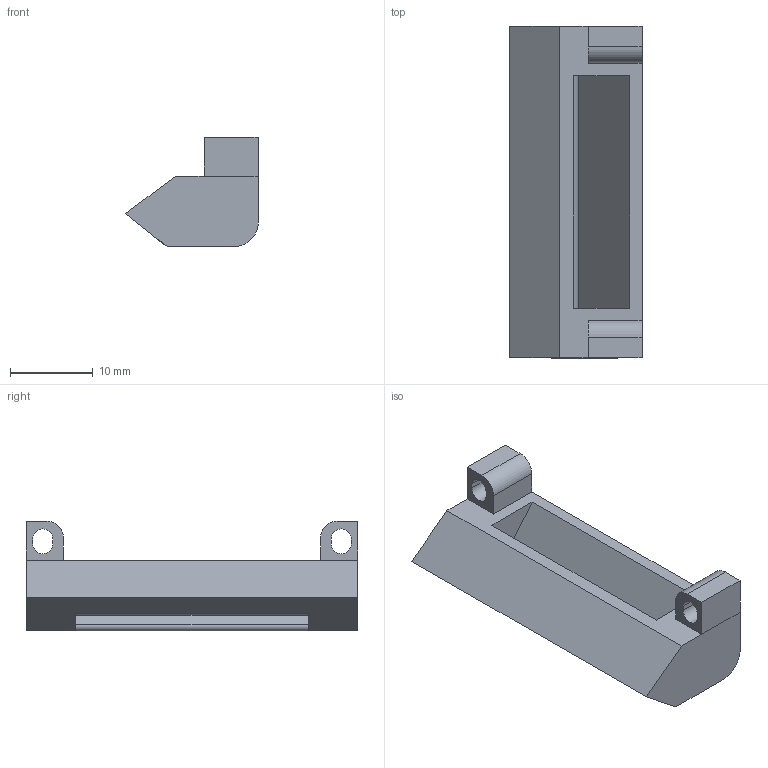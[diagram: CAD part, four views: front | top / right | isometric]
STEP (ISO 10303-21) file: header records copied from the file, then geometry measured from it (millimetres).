
FILE_DESCRIPTION(('FreeCAD Model'),'2;1');
FILE_NAME('Mosquito D-bot FAN ADAPTOR v0.2.step','2018-10-23T15:36:04',('Author'),(''), 'Open CASCADE STEP processor 7.2','FreeCAD','Unknown');
FILE_SCHEMA(('AUTOMOTIVE_DESIGN { 1 0 10303 214 1 1 1 1 }'));
Length unit declared in the file: millimetre
Products named in the file (1): Fillet003
Bounding box: 16 x 40 x 13.2 mm (x, y, z)
Volume: 3514.9 mm3; surface area: 2475.7 mm2
Topology: 1 solids, 1 shells, 38 faces, 115 edges, 78 vertices
Faces by surface type: plane 28, cylinder 10
Entity records: 2828 total; most frequent: CARTESIAN_POINT 534, DIRECTION 416, LINE 287, VECTOR 287, ORIENTED_EDGE 230, PCURVE 230, DEFINITIONAL_REPRESENTATION 230, EDGE_CURVE 115
